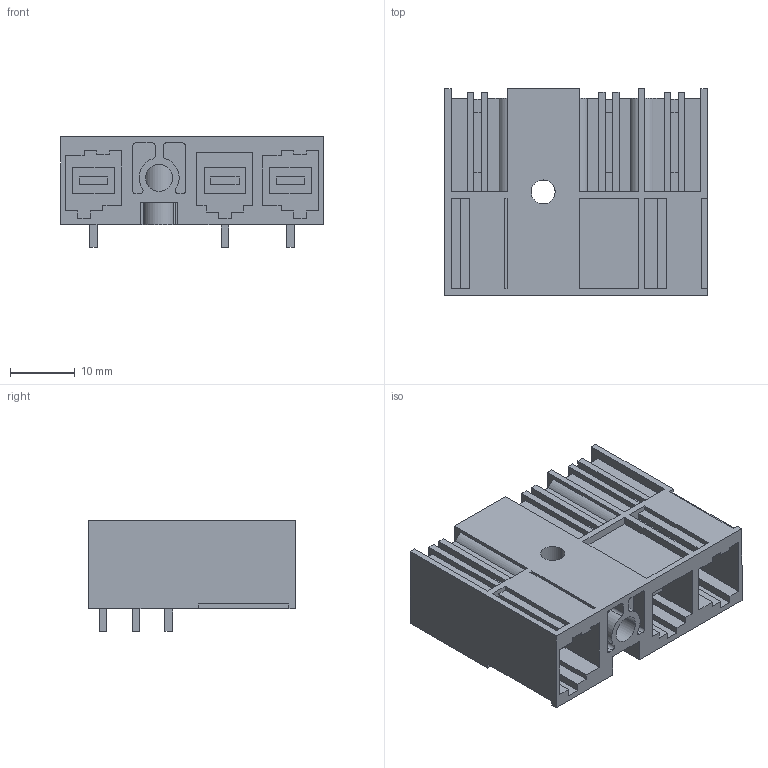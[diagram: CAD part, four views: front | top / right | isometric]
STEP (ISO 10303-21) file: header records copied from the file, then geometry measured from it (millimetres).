
FILE_DESCRIPTION(('CATIA V5 STEP Exchange','CAx-IF Rec.Pracs.--- Model Styling and Organization---1.4--- 2014-01-23'),'2;1');
FILE_NAME ('D1449516_2_1157330000_1157330000.stp','2022-12-14T11:27:29+00:00',('none'),('Weidmueller'),'CATIA Version 5-6 Release 2016 SP3 HF44','CATIA V5 STEP AP214','none');
FILE_SCHEMA(('AUTOMOTIVE_DESIGN { 1 0 10303 214 1 1 1 1 }'));
Length unit declared in the file: millimetre
Products named in the file (1): 1157330000
Bounding box: 40.64 x 32 x 17.1 mm (x, y, z)
Volume: 10242.9 mm3; surface area: 11498.4 mm2
Topology: 4 solids, 4 shells, 391 faces, 1107 edges, 738 vertices
Faces by surface type: plane 350, cylinder 41
Entity records: 11853 total; most frequent: ORIENTED_EDGE 2214, CARTESIAN_POINT 2156, DIRECTION 1633, EDGE_CURVE 1107, VECTOR 1025, LINE 1025, VERTEX_POINT 738, EDGE_LOOP 415
